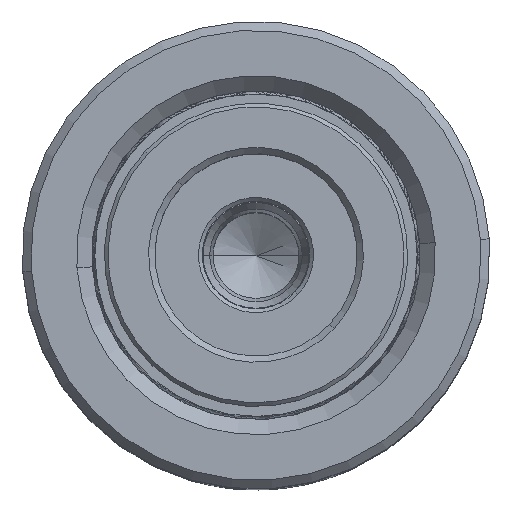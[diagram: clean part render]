
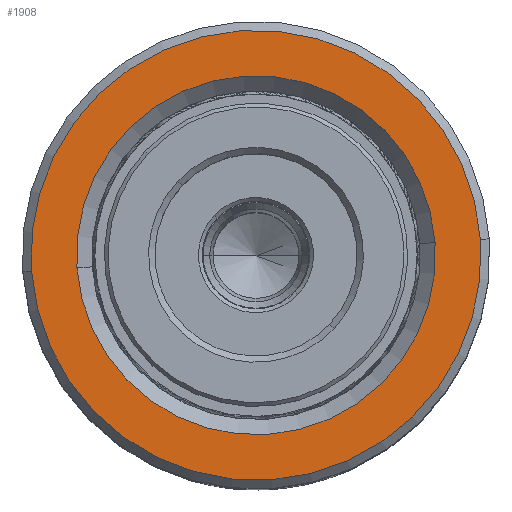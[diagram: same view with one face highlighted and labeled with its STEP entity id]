
A CAD part, top view. The second image highlights one B-rep face of the part: STEP entity #1908.
In plain terms, the highlighted planar face has unit normal (0, 0, 1).
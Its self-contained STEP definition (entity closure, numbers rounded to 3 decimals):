
#1908 = ADVANCED_FACE ( 'NONE', ( #31760, #6821 ), #20784, .T. ) ;
#2356 = CIRCLE ( 'NONE', #34009, 17.8 ) ;
#3901 = CARTESIAN_POINT ( 'NONE',  ( -14.2, 0., 50. ) ) ;
#4303 = EDGE_LOOP ( 'NONE', ( #5576, #4480 ) ) ;
#4480 = ORIENTED_EDGE ( 'NONE', *, *, #28722, .T. ) ;
#5067 = DIRECTION ( 'NONE',  ( 1., 0., 0. ) ) ;
#5077 = CIRCLE ( 'NONE', #34932, 17.8 ) ;
#5576 = ORIENTED_EDGE ( 'NONE', *, *, #33316, .T. ) ;
#6821 = FACE_BOUND ( 'NONE', #4303, .T. ) ;
#6859 = AXIS2_PLACEMENT_3D ( 'NONE', #20916, #12632, #32074 ) ;
#7251 = CARTESIAN_POINT ( 'NONE',  ( 0., 0., 50. ) ) ;
#8075 = EDGE_CURVE ( 'NONE', #30944, #10690, #2356, .T. ) ;
#8260 = ORIENTED_EDGE ( 'NONE', *, *, #15649, .T. ) ;
#8445 = VERTEX_POINT ( 'NONE', #3901 ) ;
#8566 = CARTESIAN_POINT ( 'NONE',  ( -17.8, 0., 50. ) ) ;
#8804 = ORIENTED_EDGE ( 'NONE', *, *, #8075, .T. ) ;
#8862 = DIRECTION ( 'NONE',  ( 0., 0., 1. ) ) ;
#9055 = CARTESIAN_POINT ( 'NONE',  ( 17.8, 0., 50. ) ) ;
#9389 = AXIS2_PLACEMENT_3D ( 'NONE', #22831, #14727, #26297 ) ;
#10690 = VERTEX_POINT ( 'NONE', #9055 ) ;
#12370 = CARTESIAN_POINT ( 'NONE',  ( 0., 0., 50. ) ) ;
#12632 = DIRECTION ( 'NONE',  ( 0., 0., -1. ) ) ;
#14727 = DIRECTION ( 'NONE',  ( 0., 0., 1. ) ) ;
#15119 = AXIS2_PLACEMENT_3D ( 'NONE', #7251, #32736, #29447 ) ;
#15649 = EDGE_CURVE ( 'NONE', #10690, #30944, #5077, .T. ) ;
#18250 = DIRECTION ( 'NONE',  ( 1., 0., 0. ) ) ;
#18759 = EDGE_LOOP ( 'NONE', ( #8804, #8260 ) ) ;
#19841 = CIRCLE ( 'NONE', #15119, 14.2 ) ;
#20784 = PLANE ( 'NONE',  #9389 ) ;
#20916 = CARTESIAN_POINT ( 'NONE',  ( 0., 0., 50. ) ) ;
#21009 = DIRECTION ( 'NONE',  ( 0., 0., 1. ) ) ;
#22831 = CARTESIAN_POINT ( 'NONE',  ( 0., 0., 50. ) ) ;
#25577 = CARTESIAN_POINT ( 'NONE',  ( 0., 0., 50. ) ) ;
#26297 = DIRECTION ( 'NONE',  ( 1., 0., 0. ) ) ;
#28722 = EDGE_CURVE ( 'NONE', #8445, #32408, #19841, .T. ) ;
#29447 = DIRECTION ( 'NONE',  ( 1., 0., 0. ) ) ;
#29689 = CIRCLE ( 'NONE', #6859, 14.2 ) ;
#30944 = VERTEX_POINT ( 'NONE', #8566 ) ;
#31760 = FACE_OUTER_BOUND ( 'NONE', #18759, .T. ) ;
#32074 = DIRECTION ( 'NONE',  ( 1., 0., 0. ) ) ;
#32408 = VERTEX_POINT ( 'NONE', #34647 ) ;
#32736 = DIRECTION ( 'NONE',  ( 0., 0., -1. ) ) ;
#33316 = EDGE_CURVE ( 'NONE', #32408, #8445, #29689, .T. ) ;
#34009 = AXIS2_PLACEMENT_3D ( 'NONE', #12370, #21009, #18250 ) ;
#34647 = CARTESIAN_POINT ( 'NONE',  ( 14.2, 0., 50. ) ) ;
#34932 = AXIS2_PLACEMENT_3D ( 'NONE', #25577, #8862, #5067 ) ;
